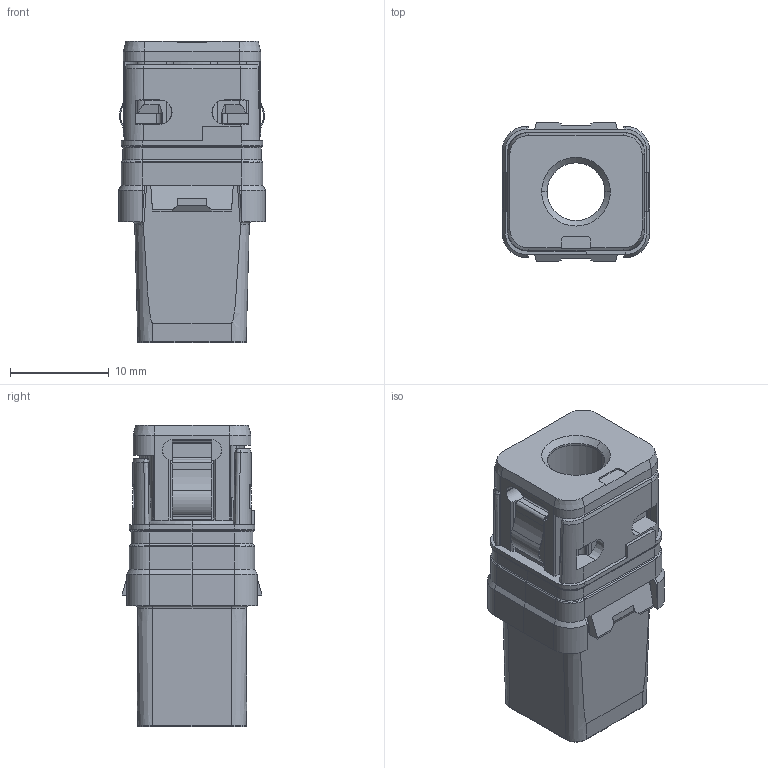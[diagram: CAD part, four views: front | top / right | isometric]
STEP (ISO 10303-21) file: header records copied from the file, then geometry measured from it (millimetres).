
FILE_DESCRIPTION((''),'2;1');
FILE_NAME('3350_9864_001_SW0001','2022-02-03T',('fraiture'),(''),'CREO PARAMETRIC BY PTC INC, 2018360','CREO PARAMETRIC BY PTC INC, 2018360','');
FILE_SCHEMA(('CONFIG_CONTROL_DESIGN'));
Length unit declared in the file: millimetre
Products named in the file (1): 3350_9864_001_SW0001
Bounding box: 15 x 14.15 x 30.56 mm (x, y, z)
Volume: 2819.8 mm3; surface area: 4089.5 mm2
Topology: 1 solids, 1 shells, 918 faces, 2779 edges, 1786 vertices
Faces by surface type: plane 454, cylinder 164, bspline 150, cone 98, torus 52
Entity records: 41829 total; most frequent: CARTESIAN_POINT 18697, ORIENTED_EDGE 5558, DIRECTION 3942, EDGE_CURVE 2779, VERTEX_POINT 1786, AXIS2_PLACEMENT_3D 1378, VECTOR 1186, LINE 1186
